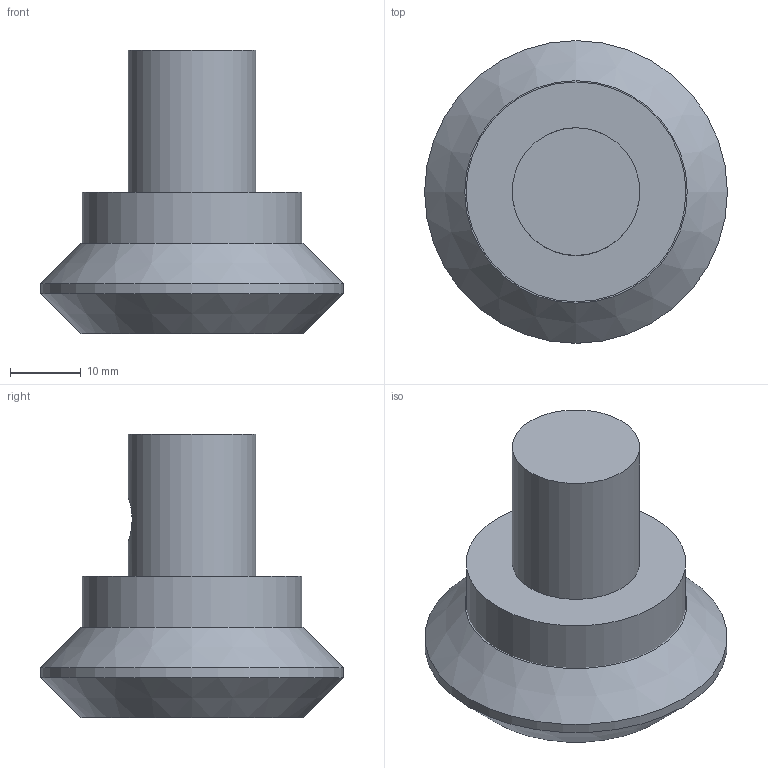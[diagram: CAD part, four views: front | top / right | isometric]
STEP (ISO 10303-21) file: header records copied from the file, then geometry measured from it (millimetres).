
FILE_DESCRIPTION((''),'1');
FILE_NAME('CKB3-C3242-45B-20.stp','2022-11-24T02:22:13',(''),(''),'Spatial Interop R21 SP3','Kubotek KeyCreator 2011 V10.0.2 (22737)',' ');
FILE_SCHEMA(('automotive_design'));
Length unit declared in the file: millimetre
Products named in the file (2): 240[2]; 241[3]
Bounding box: 42.7 x 42.7 x 39.96 mm (x, y, z)
Volume: 37494.8 mm3; surface area: 8799.7 mm2
Topology: 2 solids, 2 shells, 15 faces, 24 edges, 15 vertices
Faces by surface type: plane 6, cylinder 5, cone 4
Full cylindrical faces by diameter (mm): 6.2 x1, 18 x1, 31 x1, 40.627 x1, 42.7 x1
Entity records: 660 total; most frequent: CARTESIAN_POINT 112, DIRECTION 58, PRESENTATION_STYLE_ASSIGNMENT 48, COLOUR_RGB 48, STYLED_ITEM 31, CURVE_STYLE 31, DRAUGHTING_PRE_DEFINED_CURVE_FONT 31, AXIS2_PLACEMENT_3D 29
